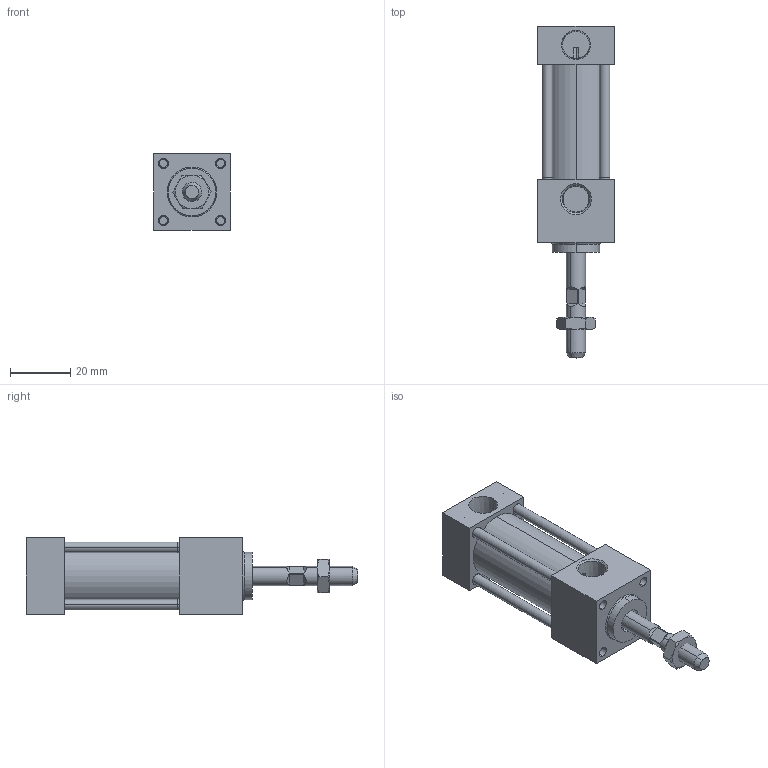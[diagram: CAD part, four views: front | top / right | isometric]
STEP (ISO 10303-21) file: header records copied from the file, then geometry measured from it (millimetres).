
FILE_DESCRIPTION (( 'STEP AP214' ), '1' );
FILE_NAME ('am-3494 PHD 0.750 bore 0.500 stroke spring extend cylinders.STEP', '2017-01-09T17:08:16', ( '' ), ( '' ), 'SwSTEP 2.0', 'SolidWorks 2014', '' );
FILE_SCHEMA (( 'AUTOMOTIVE_DESIGN' ));
Length unit declared in the file: inch
Products named in the file (3): am-3494 PHD 0.750 bore 0.500 stroke spring extend cylinders; Evo Shift Cylinder Rod Asm; Evo Shift Cylinder Body
Assembly tree (2 placements, depth 2):
  am-3494 PHD 0.750 bore 0.500 stroke spring extend cylinders
    Evo Shift Cylinder Body
    Evo Shift Cylinder Rod Asm
Bounding box: 25.4 x 110.34 x 25.4 mm (x, y, z)
Volume: 31678.2 mm3; surface area: 24441.8 mm2
Topology: 21 solids, 21 shells, 471 faces, 1076 edges, 673 vertices
Faces by surface type: cylinder 175, plane 128, cone 122, bspline 46
Entity records: 21065 total; most frequent: CARTESIAN_POINT 3783, DIRECTION 2417, ORIENTED_EDGE 2152, EDGE_CURVE 1076, AXIS2_PLACEMENT_3D 1013, VERTEX_POINT 673, CIRCLE 583, EDGE_LOOP 547
